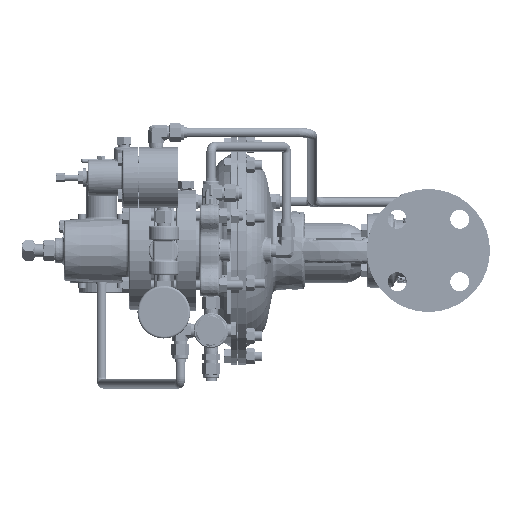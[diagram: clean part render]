
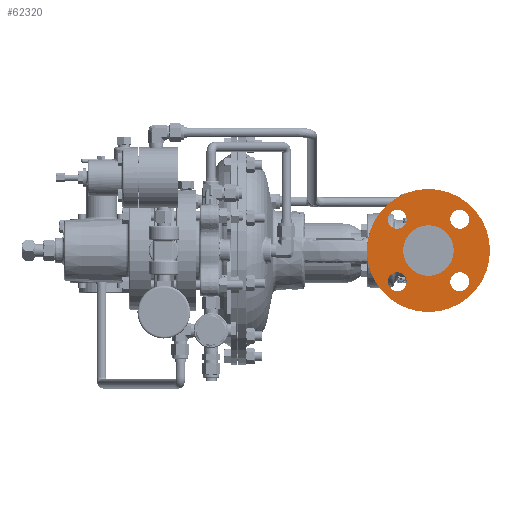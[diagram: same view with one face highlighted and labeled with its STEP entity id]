
A CAD part, left-side view. The second image highlights one B-rep face of the part: STEP entity #62320.
In plain terms, the highlighted planar face has unit normal (-1, 0, 0).
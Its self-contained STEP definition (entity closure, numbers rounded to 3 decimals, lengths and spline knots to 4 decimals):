
#1551 = CARTESIAN_POINT ( 'NONE',  ( -3.813, -1.2374, -0.8624 ) ) ;
#5053 = CARTESIAN_POINT ( 'NONE',  ( -3.813, 0., -1. ) ) ;
#8025 = CIRCLE ( 'NONE', #368582, 0.375 ) ;
#10809 = DIRECTION ( 'NONE',  ( 0., 0., 1. ) ) ;
#17543 = FACE_BOUND ( 'NONE', #64669, .T. ) ;
#21791 = EDGE_CURVE ( 'NONE', #210088, #101959, #296598, .T. ) ;
#26891 = ORIENTED_EDGE ( 'NONE', *, *, #118245, .F. ) ;
#27246 = FACE_OUTER_BOUND ( 'NONE', #258476, .T. ) ;
#32236 = VERTEX_POINT ( 'NONE', #173196 ) ;
#32318 = DIRECTION ( 'NONE',  ( -1., 0., 0. ) ) ;
#33885 = VERTEX_POINT ( 'NONE', #207139 ) ;
#36515 = EDGE_CURVE ( 'NONE', #83916, #171511, #147074, .T. ) ;
#40559 = AXIS2_PLACEMENT_3D ( 'NONE', #136907, #350996, #167655 ) ;
#42357 = AXIS2_PLACEMENT_3D ( 'NONE', #81049, #295203, #111847 ) ;
#42611 = VERTEX_POINT ( 'NONE', #270152 ) ;
#43454 = AXIS2_PLACEMENT_3D ( 'NONE', #56783, #270916, #87527 ) ;
#46446 = FACE_BOUND ( 'NONE', #368136, .T. ) ;
#49539 = CARTESIAN_POINT ( 'NONE',  ( -3.813, 1.2374, -1.2374 ) ) ;
#50500 = CARTESIAN_POINT ( 'NONE',  ( -3.813, -1.2374, 1.2374 ) ) ;
#55780 = CARTESIAN_POINT ( 'NONE',  ( -3.813, 0., 0. ) ) ;
#56385 = VERTEX_POINT ( 'NONE', #287310 ) ;
#56783 = CARTESIAN_POINT ( 'NONE',  ( -3.813, 1.2374, 1.2374 ) ) ;
#62320 = ADVANCED_FACE ( 'NONE', ( #46446, #17543, #261920, #333720, #252307, #27246 ), #122476, .T. ) ;
#64669 = EDGE_LOOP ( 'NONE', ( #284353, #26891 ) ) ;
#64768 = CIRCLE ( 'NONE', #40559, 0.375 ) ;
#75753 = ORIENTED_EDGE ( 'NONE', *, *, #210075, .F. ) ;
#77721 = CIRCLE ( 'NONE', #43454, 0.375 ) ;
#80283 = DIRECTION ( 'NONE',  ( 0., 0., 1. ) ) ;
#81049 = CARTESIAN_POINT ( 'NONE',  ( -3.813, -1.2374, -1.2374 ) ) ;
#81266 = DIRECTION ( 'NONE',  ( 0., 0., 1. ) ) ;
#82636 = DIRECTION ( 'NONE',  ( -1., 0., 0. ) ) ;
#83916 = VERTEX_POINT ( 'NONE', #108452 ) ;
#84897 = ORIENTED_EDGE ( 'NONE', *, *, #36515, .T. ) ;
#86538 = DIRECTION ( 'NONE',  ( 0., 0., 1. ) ) ;
#87527 = DIRECTION ( 'NONE',  ( 0., 0., 1. ) ) ;
#88011 = VERTEX_POINT ( 'NONE', #146749 ) ;
#98799 = CARTESIAN_POINT ( 'NONE',  ( -3.813, 1.2374, 1.2374 ) ) ;
#101424 = AXIS2_PLACEMENT_3D ( 'NONE', #49539, #263646, #80283 ) ;
#101682 = AXIS2_PLACEMENT_3D ( 'NONE', #179443, #393469, #210183 ) ;
#101959 = VERTEX_POINT ( 'NONE', #257348 ) ;
#108452 = CARTESIAN_POINT ( 'NONE',  ( -3.813, 0., -2.4375 ) ) ;
#109963 = AXIS2_PLACEMENT_3D ( 'NONE', #50500, #264631, #81266 ) ;
#111847 = DIRECTION ( 'NONE',  ( 0., 0., 1. ) ) ;
#115952 = CIRCLE ( 'NONE', #250909, 1. ) ;
#118245 = EDGE_CURVE ( 'NONE', #101959, #210088, #64768, .T. ) ;
#119136 = CARTESIAN_POINT ( 'NONE',  ( -3.813, 1.2374, 0.8624 ) ) ;
#122476 = PLANE ( 'NONE',  #140114 ) ;
#129624 = DIRECTION ( 'NONE',  ( 0., 0., 1. ) ) ;
#131539 = VERTEX_POINT ( 'NONE', #220567 ) ;
#136907 = CARTESIAN_POINT ( 'NONE',  ( -3.813, -1.2374, -1.2374 ) ) ;
#136951 = EDGE_CURVE ( 'NONE', #88011, #42611, #275647, .T. ) ;
#140114 = AXIS2_PLACEMENT_3D ( 'NONE', #188286, #153230, #367259 ) ;
#140781 = EDGE_CURVE ( 'NONE', #174828, #33885, #115952, .T. ) ;
#143796 = ORIENTED_EDGE ( 'NONE', *, *, #136951, .F. ) ;
#146749 = CARTESIAN_POINT ( 'NONE',  ( -3.813, 1.2374, -0.8624 ) ) ;
#147074 = CIRCLE ( 'NONE', #101682, 2.4375 ) ;
#148931 = EDGE_LOOP ( 'NONE', ( #162690, #290637 ) ) ;
#150077 = CIRCLE ( 'NONE', #197919, 2.4375 ) ;
#153230 = DIRECTION ( 'NONE',  ( -1., 0., 0. ) ) ;
#162690 = ORIENTED_EDGE ( 'NONE', *, *, #284764, .F. ) ;
#162875 = ORIENTED_EDGE ( 'NONE', *, *, #330919, .T. ) ;
#167655 = DIRECTION ( 'NONE',  ( 0., 0., 1. ) ) ;
#171511 = VERTEX_POINT ( 'NONE', #235802 ) ;
#171629 = AXIS2_PLACEMENT_3D ( 'NONE', #98799, #312975, #129624 ) ;
#173196 = CARTESIAN_POINT ( 'NONE',  ( -3.813, -1.2374, 0.8624 ) ) ;
#174828 = VERTEX_POINT ( 'NONE', #5053 ) ;
#177269 = DIRECTION ( 'NONE',  ( -1., 0., 0. ) ) ;
#179443 = CARTESIAN_POINT ( 'NONE',  ( -3.813, 0., 0. ) ) ;
#188286 = CARTESIAN_POINT ( 'NONE',  ( -3.813, 2.4375, 0. ) ) ;
#194243 = DIRECTION ( 'NONE',  ( -1., 0., 0. ) ) ;
#197919 = AXIS2_PLACEMENT_3D ( 'NONE', #55780, #269933, #86538 ) ;
#197950 = CIRCLE ( 'NONE', #298905, 0.375 ) ;
#207139 = CARTESIAN_POINT ( 'NONE',  ( -3.813, 0., 1. ) ) ;
#210075 = EDGE_CURVE ( 'NONE', #56385, #32236, #197950, .T. ) ;
#210088 = VERTEX_POINT ( 'NONE', #1551 ) ;
#210183 = DIRECTION ( 'NONE',  ( 0., 0., 1. ) ) ;
#215691 = CARTESIAN_POINT ( 'NONE',  ( -3.813, -1.2374, 1.2374 ) ) ;
#220567 = CARTESIAN_POINT ( 'NONE',  ( -3.813, 1.2374, 1.6124 ) ) ;
#221184 = EDGE_LOOP ( 'NONE', ( #143796, #292022 ) ) ;
#231891 = ORIENTED_EDGE ( 'NONE', *, *, #353580, .F. ) ;
#232381 = EDGE_CURVE ( 'NONE', #33885, #174828, #367099, .T. ) ;
#235802 = CARTESIAN_POINT ( 'NONE',  ( -3.813, 0., 2.4375 ) ) ;
#246530 = DIRECTION ( 'NONE',  ( 0., 0., 1. ) ) ;
#250909 = AXIS2_PLACEMENT_3D ( 'NONE', #377465, #194243, #10809 ) ;
#252307 = FACE_BOUND ( 'NONE', #333209, .T. ) ;
#257348 = CARTESIAN_POINT ( 'NONE',  ( -3.813, -1.2374, -1.6124 ) ) ;
#258476 = EDGE_LOOP ( 'NONE', ( #162875, #84897 ) ) ;
#261920 = FACE_BOUND ( 'NONE', #221184, .T. ) ;
#263646 = DIRECTION ( 'NONE',  ( -1., 0., 0. ) ) ;
#264631 = DIRECTION ( 'NONE',  ( -1., 0., 0. ) ) ;
#265989 = CARTESIAN_POINT ( 'NONE',  ( -3.813, 0., 0. ) ) ;
#269933 = DIRECTION ( 'NONE',  ( -1., 0., 0. ) ) ;
#270152 = CARTESIAN_POINT ( 'NONE',  ( -3.813, 1.2374, -1.6124 ) ) ;
#270916 = DIRECTION ( 'NONE',  ( -1., 0., 0. ) ) ;
#275647 = CIRCLE ( 'NONE', #101424, 0.375 ) ;
#284353 = ORIENTED_EDGE ( 'NONE', *, *, #21791, .F. ) ;
#284764 = EDGE_CURVE ( 'NONE', #131539, #386630, #77721, .T. ) ;
#287310 = CARTESIAN_POINT ( 'NONE',  ( -3.813, -1.2374, 1.6124 ) ) ;
#290637 = ORIENTED_EDGE ( 'NONE', *, *, #381153, .F. ) ;
#292022 = ORIENTED_EDGE ( 'NONE', *, *, #378679, .F. ) ;
#295203 = DIRECTION ( 'NONE',  ( -1., 0., 0. ) ) ;
#296598 = CIRCLE ( 'NONE', #42357, 0.375 ) ;
#296779 = DIRECTION ( 'NONE',  ( 0., 0., 1. ) ) ;
#298905 = AXIS2_PLACEMENT_3D ( 'NONE', #215691, #32318, #246530 ) ;
#312975 = DIRECTION ( 'NONE',  ( -1., 0., 0. ) ) ;
#330919 = EDGE_CURVE ( 'NONE', #171511, #83916, #150077, .T. ) ;
#332616 = CIRCLE ( 'NONE', #171629, 0.375 ) ;
#333209 = EDGE_LOOP ( 'NONE', ( #372038, #346243 ) ) ;
#333720 = FACE_BOUND ( 'NONE', #148931, .T. ) ;
#341628 = AXIS2_PLACEMENT_3D ( 'NONE', #265989, #82636, #296779 ) ;
#346243 = ORIENTED_EDGE ( 'NONE', *, *, #140781, .F. ) ;
#350996 = DIRECTION ( 'NONE',  ( -1., 0., 0. ) ) ;
#353580 = EDGE_CURVE ( 'NONE', #32236, #56385, #366270, .T. ) ;
#360564 = CARTESIAN_POINT ( 'NONE',  ( -3.813, 1.2374, -1.2374 ) ) ;
#366270 = CIRCLE ( 'NONE', #109963, 0.375 ) ;
#367099 = CIRCLE ( 'NONE', #341628, 1. ) ;
#367259 = DIRECTION ( 'NONE',  ( 0., 0., -1. ) ) ;
#368136 = EDGE_LOOP ( 'NONE', ( #75753, #231891 ) ) ;
#368582 = AXIS2_PLACEMENT_3D ( 'NONE', #360564, #177269, #391300 ) ;
#372038 = ORIENTED_EDGE ( 'NONE', *, *, #232381, .F. ) ;
#377465 = CARTESIAN_POINT ( 'NONE',  ( -3.813, 0., 0. ) ) ;
#378679 = EDGE_CURVE ( 'NONE', #42611, #88011, #8025, .T. ) ;
#381153 = EDGE_CURVE ( 'NONE', #386630, #131539, #332616, .T. ) ;
#386630 = VERTEX_POINT ( 'NONE', #119136 ) ;
#391300 = DIRECTION ( 'NONE',  ( 0., 0., 1. ) ) ;
#393469 = DIRECTION ( 'NONE',  ( -1., 0., 0. ) ) ;
